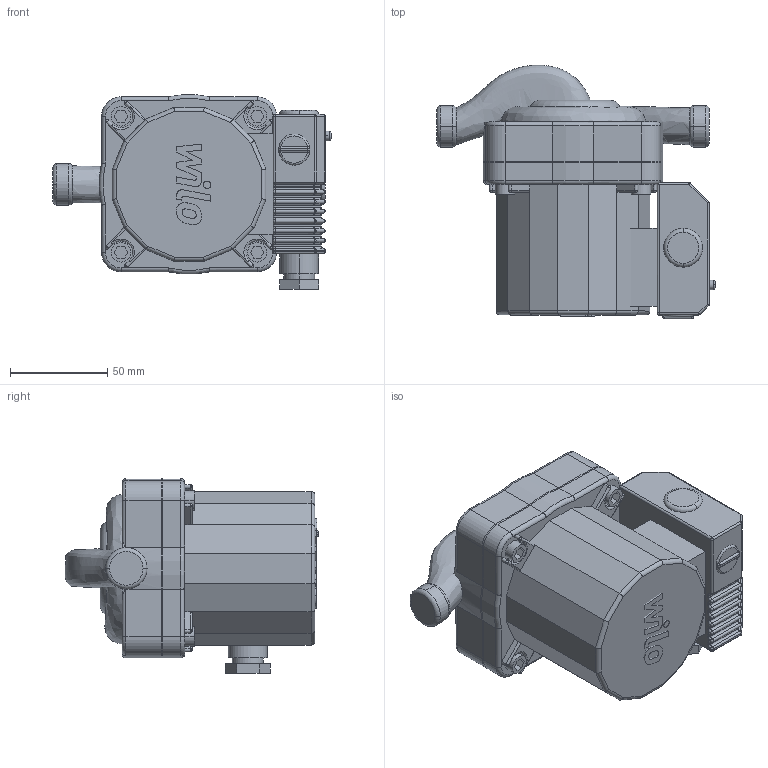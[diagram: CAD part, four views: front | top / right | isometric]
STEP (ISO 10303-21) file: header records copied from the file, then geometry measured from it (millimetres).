
FILE_DESCRIPTION((''),'2;1');
FILE_NAME('3d_Star-Z20_1-4028111.stp','2014-09-03T12:37:22',(''),(''),'Mechanical Desktop 2009','Mechanical Desktop 2009',', , ');
FILE_SCHEMA(('CONFIG_CONTROL_DESIGN'));
Length unit declared in the file: millimetre
Products named in the file (1): Product
Bounding box: 143 x 130.42 x 100.11 mm (x, y, z)
Volume: 826679.4 mm3; surface area: 91922.2 mm2
Topology: 9 solids, 9 shells, 669 faces, 1601 edges, 811 vertices
Faces by surface type: cylinder 264, plane 172, bspline 122, sphere 66, torus 45
Entity records: 26025 total; most frequent: CARTESIAN_POINT 11661, DIRECTION 3052, ORIENTED_EDGE 2898, EDGE_CURVE 1449, AXIS2_PLACEMENT_3D 1164, VERTEX_POINT 811, VECTOR 724, LINE 724
